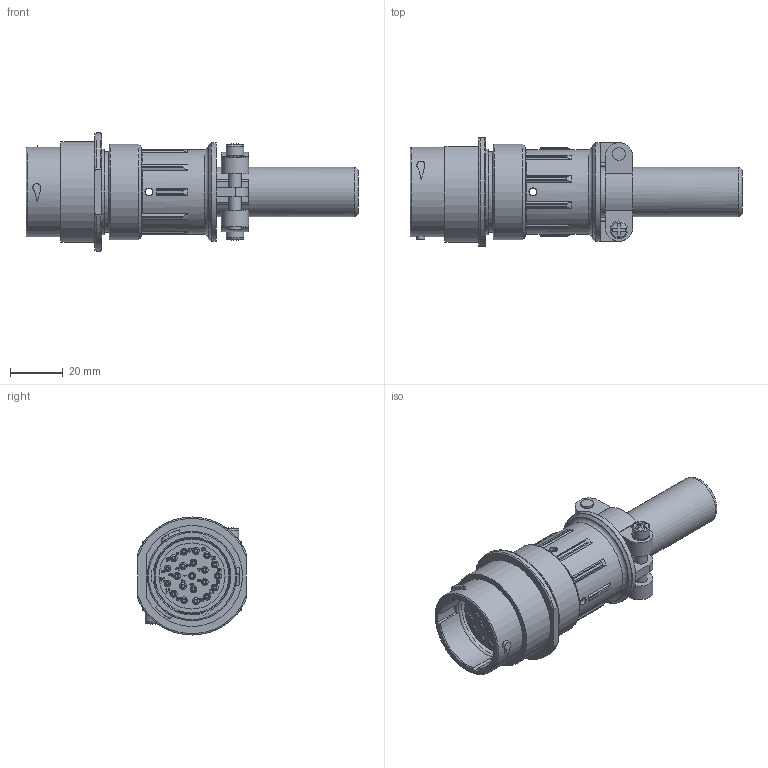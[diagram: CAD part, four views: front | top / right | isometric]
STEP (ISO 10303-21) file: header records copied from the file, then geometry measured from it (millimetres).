
FILE_DESCRIPTION(/* description */ ('STEP AP214'),/* implementation_level */ '2;1');
FILE_NAME(/* name */ 'AHDM04-18-21PN-059',/* time_stamp */ '2023-01-23T15:07:49+01:00',/* author */ ('License CC BY-ND 4.0'),/* organization */ ('CADENAS'),/* preprocessor_version */ 'ST-DEVELOPER v18.102',/* originating_system */ 'PARTsolutions',/* authorisation */ ' ');
FILE_SCHEMA (('AUTOMOTIVE_DESIGN {1 0 10303 214 3 1 1}'));
Length unit declared in the file: millimetre
Products named in the file (3): AHDM04-18-21PN-059; AHDMBS-18-059; AHDM04-18-21PN
Assembly tree (2 placements, depth 2):
  AHDM04-18-21PN-059
    AHDMBS-18-059
    AHDM04-18-21PN
Bounding box: 125.45 x 41.1 x 44.6 mm (x, y, z)
Volume: 64243.3 mm3; surface area: 26518.4 mm2
Topology: 2 solids, 2 shells, 1121 faces, 2735 edges, 1821 vertices
Faces by surface type: plane 759, cylinder 247, torus 69, cone 44, sphere 2
Full cylindrical faces by diameter (mm): 0.45 x3, 0.5 x1, 0.51 x1, 0.54 x6, 0.6 x1, 1.1 x21, 3 x4, 3.2 x21, 4.8 x6, 6.475 x2, 6.7 x2, 15.9 x1, 18.7 x1, 24.8 x1, 25 x1, 28.7 x2, 30.34 x1, 30.376 x1, 30.74 x1, 32 x1, 32.1 x1, 32.2 x1, 33.76 x1, 36 x1, 37.3 x1
Entity records: 39650 total; most frequent: CARTESIAN_POINT 5829, DIRECTION 5334, ORIENTED_EDGE 5006, EDGE_CURVE 2503, AXIS2_PLACEMENT_3D 1804, VERTEX_POINT 1763, LINE 1726, VECTOR 1726
